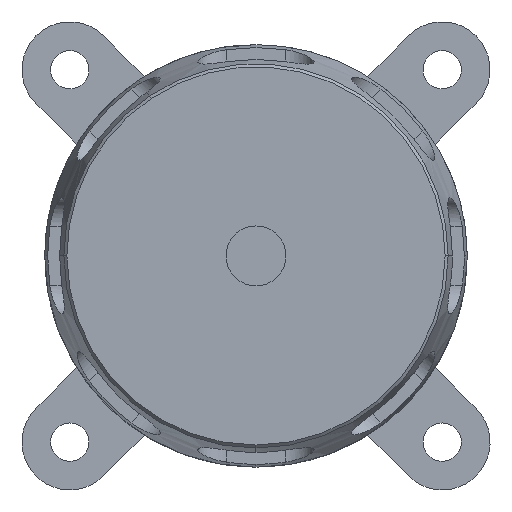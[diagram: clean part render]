
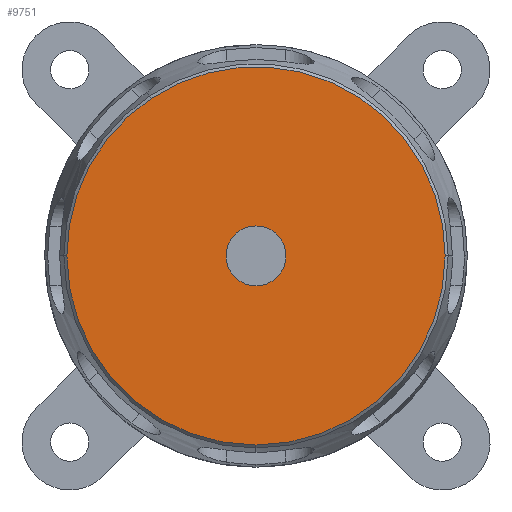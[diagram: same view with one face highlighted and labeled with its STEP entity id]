
A CAD part, left-side view. The second image highlights one B-rep face of the part: STEP entity #9751.
In plain terms, the highlighted planar face has unit normal (-1, 0, 0).
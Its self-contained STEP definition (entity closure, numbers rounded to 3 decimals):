
#610 = EDGE_CURVE ( 'NONE', #9327, #8752, #9606, .T. ) ;
#939 = ORIENTED_EDGE ( 'NONE', *, *, #610, .F. ) ;
#1143 = CARTESIAN_POINT ( 'NONE',  ( -34.79, 0., -15.082 ) ) ;
#1420 = CARTESIAN_POINT ( 'NONE',  ( -34.79, 0., 0. ) ) ;
#1773 = ORIENTED_EDGE ( 'NONE', *, *, #7963, .F. ) ;
#2051 = FACE_OUTER_BOUND ( 'NONE', #3560, .T. ) ;
#2262 = CIRCLE ( 'NONE', #7700, 15.082 ) ;
#2287 = CIRCLE ( 'NONE', #9000, 15.082 ) ;
#2383 = DIRECTION ( 'NONE',  ( 0., 0., -1. ) ) ;
#2937 = CARTESIAN_POINT ( 'NONE',  ( -34.79, 0., 0. ) ) ;
#3210 = AXIS2_PLACEMENT_3D ( 'NONE', #8106, #4914, #6605 ) ;
#3265 = AXIS2_PLACEMENT_3D ( 'NONE', #8414, #6850, #7611 ) ;
#3560 = EDGE_LOOP ( 'NONE', ( #1773, #4747, #8715, #939 ) ) ;
#4362 = PLANE ( 'NONE',  #5974 ) ;
#4511 = CARTESIAN_POINT ( 'NONE',  ( -34.79, -15.082, 0. ) ) ;
#4747 = ORIENTED_EDGE ( 'NONE', *, *, #5128, .F. ) ;
#4914 = DIRECTION ( 'NONE',  ( 1., 0., 0. ) ) ;
#5112 = DIRECTION ( 'NONE',  ( 1., 0., 0. ) ) ;
#5128 = EDGE_CURVE ( 'NONE', #8302, #9440, #2262, .T. ) ;
#5166 = CARTESIAN_POINT ( 'NONE',  ( -34.79, 0., 0. ) ) ;
#5734 = CARTESIAN_POINT ( 'NONE',  ( -34.79, 15.082, 0. ) ) ;
#5825 = DIRECTION ( 'NONE',  ( 1., 0., 0. ) ) ;
#5974 = AXIS2_PLACEMENT_3D ( 'NONE', #5166, #5112, #7412 ) ;
#6605 = DIRECTION ( 'NONE',  ( 0., 0., -1. ) ) ;
#6850 = DIRECTION ( 'NONE',  ( 1., 0., 0. ) ) ;
#6931 = DIRECTION ( 'NONE',  ( 1., 0., 0. ) ) ;
#7412 = DIRECTION ( 'NONE',  ( 0., 0., -1. ) ) ;
#7611 = DIRECTION ( 'NONE',  ( 0., 0., -1. ) ) ;
#7700 = AXIS2_PLACEMENT_3D ( 'NONE', #1420, #5825, #7726 ) ;
#7726 = DIRECTION ( 'NONE',  ( 0., 0., -1. ) ) ;
#7963 = EDGE_CURVE ( 'NONE', #9440, #9327, #2287, .T. ) ;
#8057 = CIRCLE ( 'NONE', #3265, 15.082 ) ;
#8106 = CARTESIAN_POINT ( 'NONE',  ( -34.79, 0., 0. ) ) ;
#8302 = VERTEX_POINT ( 'NONE', #5734 ) ;
#8414 = CARTESIAN_POINT ( 'NONE',  ( -34.79, 0., 0. ) ) ;
#8485 = CARTESIAN_POINT ( 'NONE',  ( -34.79, 8.366, 12.549 ) ) ;
#8715 = ORIENTED_EDGE ( 'NONE', *, *, #9392, .F. ) ;
#8752 = VERTEX_POINT ( 'NONE', #1143 ) ;
#9000 = AXIS2_PLACEMENT_3D ( 'NONE', #2937, #6931, #2383 ) ;
#9327 = VERTEX_POINT ( 'NONE', #4511 ) ;
#9392 = EDGE_CURVE ( 'NONE', #8752, #8302, #8057, .T. ) ;
#9440 = VERTEX_POINT ( 'NONE', #8485 ) ;
#9606 = CIRCLE ( 'NONE', #3210, 15.082 ) ;
#9751 = ADVANCED_FACE ( 'NONE', ( #2051 ), #4362, .F. ) ;
